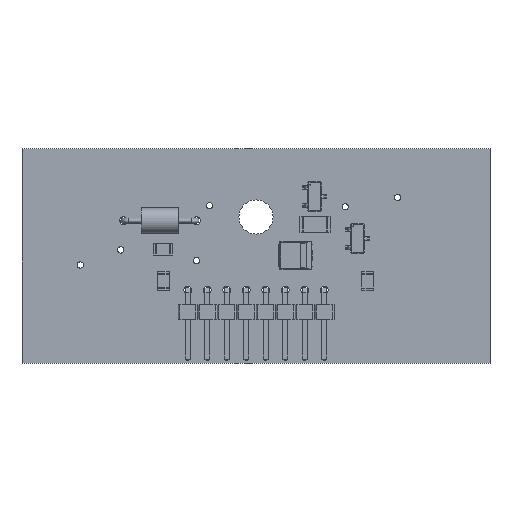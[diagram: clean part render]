
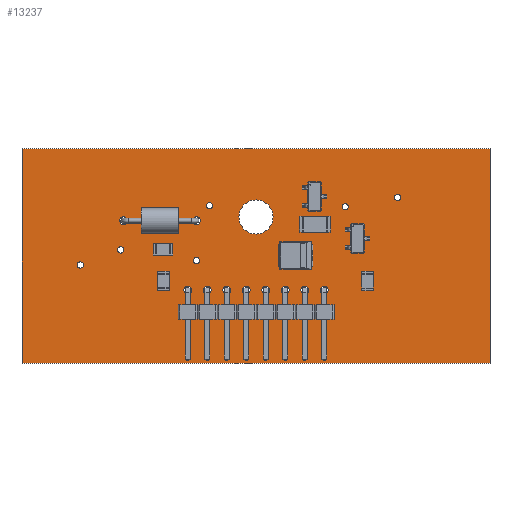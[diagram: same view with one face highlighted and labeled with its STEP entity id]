
A CAD part, top view. The second image highlights one B-rep face of the part: STEP entity #13237.
In plain terms, the highlighted planar face has unit normal (0, 0, 1).
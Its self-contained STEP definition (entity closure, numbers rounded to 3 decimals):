
#12938 = VERTEX_POINT('',#12939);
#12939 = CARTESIAN_POINT('',(131.5,-97.,1.51));
#12945 = EDGE_CURVE('',#12938,#12946,#12948,.T.);
#12946 = VERTEX_POINT('',#12947);
#12947 = CARTESIAN_POINT('',(83.5,-97.,1.51));
#12948 = LINE('',#12949,#12950);
#12949 = CARTESIAN_POINT('',(131.5,-97.,1.51));
#12950 = VECTOR('',#12951,1.);
#12951 = DIRECTION('',(-1.,0.,0.));
#12978 = VERTEX_POINT('',#12979);
#12979 = CARTESIAN_POINT('',(131.5,-75.,1.51));
#12985 = EDGE_CURVE('',#12978,#12938,#12986,.T.);
#12986 = LINE('',#12987,#12988);
#12987 = CARTESIAN_POINT('',(131.5,-75.,1.51));
#12988 = VECTOR('',#12989,1.);
#12989 = DIRECTION('',(0.,-1.,0.));
#13007 = EDGE_CURVE('',#12946,#13008,#13010,.T.);
#13008 = VERTEX_POINT('',#13009);
#13009 = CARTESIAN_POINT('',(83.5,-75.,1.51));
#13010 = LINE('',#13011,#13012);
#13011 = CARTESIAN_POINT('',(83.5,-97.,1.51));
#13012 = VECTOR('',#13013,1.);
#13013 = DIRECTION('',(0.,1.,0.));
#13237 = ADVANCED_FACE('',(#13238,#13249,#13260,#13271,#13282,#13293,
    #13304,#13315,#13326,#13337,#13348,#13359,#13370,#13381,#13392,
    #13403,#13414,#13425),#13436,.T.);
#13238 = FACE_BOUND('',#13239,.T.);
#13239 = EDGE_LOOP('',(#13240,#13241,#13242,#13248));
#13240 = ORIENTED_EDGE('',*,*,#12945,.F.);
#13241 = ORIENTED_EDGE('',*,*,#12985,.F.);
#13242 = ORIENTED_EDGE('',*,*,#13243,.F.);
#13243 = EDGE_CURVE('',#13008,#12978,#13244,.T.);
#13244 = LINE('',#13245,#13246);
#13245 = CARTESIAN_POINT('',(83.5,-75.,1.51));
#13246 = VECTOR('',#13247,1.);
#13247 = DIRECTION('',(1.,0.,0.));
#13248 = ORIENTED_EDGE('',*,*,#13007,.F.);
#13249 = FACE_BOUND('',#13250,.T.);
#13250 = EDGE_LOOP('',(#13251));
#13251 = ORIENTED_EDGE('',*,*,#13252,.T.);
#13252 = EDGE_CURVE('',#13253,#13253,#13255,.T.);
#13253 = VERTEX_POINT('',#13254);
#13254 = CARTESIAN_POINT('',(100.5,-89.9,1.51));
#13255 = CIRCLE('',#13256,0.4);
#13256 = AXIS2_PLACEMENT_3D('',#13257,#13258,#13259);
#13257 = CARTESIAN_POINT('',(100.5,-89.5,1.51));
#13258 = DIRECTION('',(-0.,0.,-1.));
#13259 = DIRECTION('',(-0.,-1.,0.));
#13260 = FACE_BOUND('',#13261,.T.);
#13261 = EDGE_LOOP('',(#13262));
#13262 = ORIENTED_EDGE('',*,*,#13263,.T.);
#13263 = EDGE_CURVE('',#13264,#13264,#13266,.T.);
#13264 = VERTEX_POINT('',#13265);
#13265 = CARTESIAN_POINT('',(102.5,-89.9,1.51));
#13266 = CIRCLE('',#13267,0.4);
#13267 = AXIS2_PLACEMENT_3D('',#13268,#13269,#13270);
#13268 = CARTESIAN_POINT('',(102.5,-89.5,1.51));
#13269 = DIRECTION('',(-0.,0.,-1.));
#13270 = DIRECTION('',(-0.,-1.,0.));
#13271 = FACE_BOUND('',#13272,.T.);
#13272 = EDGE_LOOP('',(#13273));
#13273 = ORIENTED_EDGE('',*,*,#13274,.T.);
#13274 = EDGE_CURVE('',#13275,#13275,#13277,.T.);
#13275 = VERTEX_POINT('',#13276);
#13276 = CARTESIAN_POINT('',(104.5,-89.9,1.51));
#13277 = CIRCLE('',#13278,0.4);
#13278 = AXIS2_PLACEMENT_3D('',#13279,#13280,#13281);
#13279 = CARTESIAN_POINT('',(104.5,-89.5,1.51));
#13280 = DIRECTION('',(-0.,0.,-1.));
#13281 = DIRECTION('',(-0.,-1.,0.));
#13282 = FACE_BOUND('',#13283,.T.);
#13283 = EDGE_LOOP('',(#13284));
#13284 = ORIENTED_EDGE('',*,*,#13285,.T.);
#13285 = EDGE_CURVE('',#13286,#13286,#13288,.T.);
#13286 = VERTEX_POINT('',#13287);
#13287 = CARTESIAN_POINT('',(89.475,-87.25,1.51));
#13288 = CIRCLE('',#13289,0.325);
#13289 = AXIS2_PLACEMENT_3D('',#13290,#13291,#13292);
#13290 = CARTESIAN_POINT('',(89.475,-86.925,1.51));
#13291 = DIRECTION('',(-0.,0.,-1.));
#13292 = DIRECTION('',(-0.,-1.,0.));
#13293 = FACE_BOUND('',#13294,.T.);
#13294 = EDGE_LOOP('',(#13295));
#13295 = ORIENTED_EDGE('',*,*,#13296,.T.);
#13296 = EDGE_CURVE('',#13297,#13297,#13299,.T.);
#13297 = VERTEX_POINT('',#13298);
#13298 = CARTESIAN_POINT('',(93.625,-85.7,1.51));
#13299 = CIRCLE('',#13300,0.325);
#13300 = AXIS2_PLACEMENT_3D('',#13301,#13302,#13303);
#13301 = CARTESIAN_POINT('',(93.625,-85.375,1.51));
#13302 = DIRECTION('',(-0.,0.,-1.));
#13303 = DIRECTION('',(-0.,-1.,0.));
#13304 = FACE_BOUND('',#13305,.T.);
#13305 = EDGE_LOOP('',(#13306));
#13306 = ORIENTED_EDGE('',*,*,#13307,.T.);
#13307 = EDGE_CURVE('',#13308,#13308,#13310,.T.);
#13308 = VERTEX_POINT('',#13309);
#13309 = CARTESIAN_POINT('',(101.4,-86.8,1.51));
#13310 = CIRCLE('',#13311,0.325);
#13311 = AXIS2_PLACEMENT_3D('',#13312,#13313,#13314);
#13312 = CARTESIAN_POINT('',(101.4,-86.475,1.51));
#13313 = DIRECTION('',(-0.,0.,-1.));
#13314 = DIRECTION('',(-0.,-1.,0.));
#13315 = FACE_BOUND('',#13316,.T.);
#13316 = EDGE_LOOP('',(#13317));
#13317 = ORIENTED_EDGE('',*,*,#13318,.T.);
#13318 = EDGE_CURVE('',#13319,#13319,#13321,.T.);
#13319 = VERTEX_POINT('',#13320);
#13320 = CARTESIAN_POINT('',(106.5,-89.9,1.51));
#13321 = CIRCLE('',#13322,0.4);
#13322 = AXIS2_PLACEMENT_3D('',#13323,#13324,#13325);
#13323 = CARTESIAN_POINT('',(106.5,-89.5,1.51));
#13324 = DIRECTION('',(-0.,0.,-1.));
#13325 = DIRECTION('',(-0.,-1.,0.));
#13326 = FACE_BOUND('',#13327,.T.);
#13327 = EDGE_LOOP('',(#13328));
#13328 = ORIENTED_EDGE('',*,*,#13329,.T.);
#13329 = EDGE_CURVE('',#13330,#13330,#13332,.T.);
#13330 = VERTEX_POINT('',#13331);
#13331 = CARTESIAN_POINT('',(108.5,-89.9,1.51));
#13332 = CIRCLE('',#13333,0.4);
#13333 = AXIS2_PLACEMENT_3D('',#13334,#13335,#13336);
#13334 = CARTESIAN_POINT('',(108.5,-89.5,1.51));
#13335 = DIRECTION('',(-0.,0.,-1.));
#13336 = DIRECTION('',(-0.,-1.,0.));
#13337 = FACE_BOUND('',#13338,.T.);
#13338 = EDGE_LOOP('',(#13339));
#13339 = ORIENTED_EDGE('',*,*,#13340,.T.);
#13340 = EDGE_CURVE('',#13341,#13341,#13343,.T.);
#13341 = VERTEX_POINT('',#13342);
#13342 = CARTESIAN_POINT('',(110.5,-89.9,1.51));
#13343 = CIRCLE('',#13344,0.4);
#13344 = AXIS2_PLACEMENT_3D('',#13345,#13346,#13347);
#13345 = CARTESIAN_POINT('',(110.5,-89.5,1.51));
#13346 = DIRECTION('',(-0.,0.,-1.));
#13347 = DIRECTION('',(-0.,-1.,0.));
#13348 = FACE_BOUND('',#13349,.T.);
#13349 = EDGE_LOOP('',(#13350));
#13350 = ORIENTED_EDGE('',*,*,#13351,.T.);
#13351 = EDGE_CURVE('',#13352,#13352,#13354,.T.);
#13352 = VERTEX_POINT('',#13353);
#13353 = CARTESIAN_POINT('',(112.5,-89.9,1.51));
#13354 = CIRCLE('',#13355,0.4);
#13355 = AXIS2_PLACEMENT_3D('',#13356,#13357,#13358);
#13356 = CARTESIAN_POINT('',(112.5,-89.5,1.51));
#13357 = DIRECTION('',(-0.,0.,-1.));
#13358 = DIRECTION('',(-0.,-1.,0.));
#13359 = FACE_BOUND('',#13360,.T.);
#13360 = EDGE_LOOP('',(#13361));
#13361 = ORIENTED_EDGE('',*,*,#13362,.T.);
#13362 = EDGE_CURVE('',#13363,#13363,#13365,.T.);
#13363 = VERTEX_POINT('',#13364);
#13364 = CARTESIAN_POINT('',(114.5,-89.9,1.51));
#13365 = CIRCLE('',#13366,0.4);
#13366 = AXIS2_PLACEMENT_3D('',#13367,#13368,#13369);
#13367 = CARTESIAN_POINT('',(114.5,-89.5,1.51));
#13368 = DIRECTION('',(-0.,0.,-1.));
#13369 = DIRECTION('',(-0.,-1.,0.));
#13370 = FACE_BOUND('',#13371,.T.);
#13371 = EDGE_LOOP('',(#13372));
#13372 = ORIENTED_EDGE('',*,*,#13373,.T.);
#13373 = EDGE_CURVE('',#13374,#13374,#13376,.T.);
#13374 = VERTEX_POINT('',#13375);
#13375 = CARTESIAN_POINT('',(93.9,-82.775,1.51));
#13376 = CIRCLE('',#13377,0.4);
#13377 = AXIS2_PLACEMENT_3D('',#13378,#13379,#13380);
#13378 = CARTESIAN_POINT('',(93.9,-82.375,1.51));
#13379 = DIRECTION('',(-0.,0.,-1.));
#13380 = DIRECTION('',(-0.,-1.,0.));
#13381 = FACE_BOUND('',#13382,.T.);
#13382 = EDGE_LOOP('',(#13383));
#13383 = ORIENTED_EDGE('',*,*,#13384,.T.);
#13384 = EDGE_CURVE('',#13385,#13385,#13387,.T.);
#13385 = VERTEX_POINT('',#13386);
#13386 = CARTESIAN_POINT('',(101.4,-82.775,1.51));
#13387 = CIRCLE('',#13388,0.4);
#13388 = AXIS2_PLACEMENT_3D('',#13389,#13390,#13391);
#13389 = CARTESIAN_POINT('',(101.4,-82.375,1.51));
#13390 = DIRECTION('',(-0.,0.,-1.));
#13391 = DIRECTION('',(-0.,-1.,0.));
#13392 = FACE_BOUND('',#13393,.T.);
#13393 = EDGE_LOOP('',(#13394));
#13394 = ORIENTED_EDGE('',*,*,#13395,.T.);
#13395 = EDGE_CURVE('',#13396,#13396,#13398,.T.);
#13396 = VERTEX_POINT('',#13397);
#13397 = CARTESIAN_POINT('',(102.725,-81.175,1.51));
#13398 = CIRCLE('',#13399,0.325);
#13399 = AXIS2_PLACEMENT_3D('',#13400,#13401,#13402);
#13400 = CARTESIAN_POINT('',(102.725,-80.85,1.51));
#13401 = DIRECTION('',(-0.,0.,-1.));
#13402 = DIRECTION('',(-0.,-1.,0.));
#13403 = FACE_BOUND('',#13404,.T.);
#13404 = EDGE_LOOP('',(#13405));
#13405 = ORIENTED_EDGE('',*,*,#13406,.T.);
#13406 = EDGE_CURVE('',#13407,#13407,#13409,.T.);
#13407 = VERTEX_POINT('',#13408);
#13408 = CARTESIAN_POINT('',(107.5,-83.75,1.51));
#13409 = CIRCLE('',#13410,1.75);
#13410 = AXIS2_PLACEMENT_3D('',#13411,#13412,#13413);
#13411 = CARTESIAN_POINT('',(107.5,-82.,1.51));
#13412 = DIRECTION('',(-0.,0.,-1.));
#13413 = DIRECTION('',(-0.,-1.,0.));
#13414 = FACE_BOUND('',#13415,.T.);
#13415 = EDGE_LOOP('',(#13416));
#13416 = ORIENTED_EDGE('',*,*,#13417,.T.);
#13417 = EDGE_CURVE('',#13418,#13418,#13420,.T.);
#13418 = VERTEX_POINT('',#13419);
#13419 = CARTESIAN_POINT('',(116.65,-81.275,1.51));
#13420 = CIRCLE('',#13421,0.325);
#13421 = AXIS2_PLACEMENT_3D('',#13422,#13423,#13424);
#13422 = CARTESIAN_POINT('',(116.65,-80.95,1.51));
#13423 = DIRECTION('',(-0.,0.,-1.));
#13424 = DIRECTION('',(-0.,-1.,0.));
#13425 = FACE_BOUND('',#13426,.T.);
#13426 = EDGE_LOOP('',(#13427));
#13427 = ORIENTED_EDGE('',*,*,#13428,.T.);
#13428 = EDGE_CURVE('',#13429,#13429,#13431,.T.);
#13429 = VERTEX_POINT('',#13430);
#13430 = CARTESIAN_POINT('',(122.025,-80.325,1.51));
#13431 = CIRCLE('',#13432,0.325);
#13432 = AXIS2_PLACEMENT_3D('',#13433,#13434,#13435);
#13433 = CARTESIAN_POINT('',(122.025,-80.,1.51));
#13434 = DIRECTION('',(-0.,0.,-1.));
#13435 = DIRECTION('',(-0.,-1.,0.));
#13436 = PLANE('',#13437);
#13437 = AXIS2_PLACEMENT_3D('',#13438,#13439,#13440);
#13438 = CARTESIAN_POINT('',(0.,0.,1.51));
#13439 = DIRECTION('',(0.,0.,1.));
#13440 = DIRECTION('',(1.,0.,-0.));
